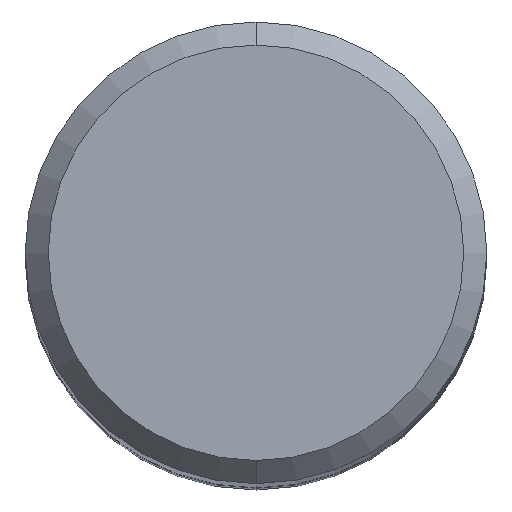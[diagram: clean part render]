
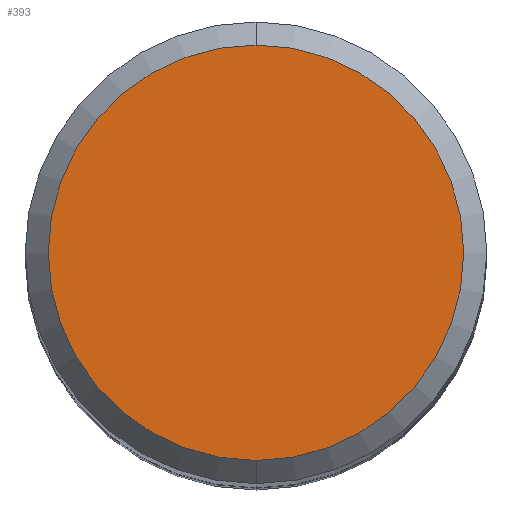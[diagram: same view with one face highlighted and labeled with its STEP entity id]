
A CAD part, top view. The second image highlights one B-rep face of the part: STEP entity #393.
In plain terms, the highlighted planar face has unit normal (0, 0, 1).
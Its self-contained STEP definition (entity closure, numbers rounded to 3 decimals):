
#289=VERTEX_POINT('',#611);
#347=EDGE_CURVE('',#385,#289,#676,.T.);
#385=VERTEX_POINT('',#720);
#393=ADVANCED_FACE('',(#728),#729,.T.);
#475=EDGE_CURVE('',#289,#385,#823,.T.);
#611=CARTESIAN_POINT('',(0.0,4.5,0.0));
#676=CIRCLE('',#1277,4.5);
#720=CARTESIAN_POINT('',(0.,-4.5,0.0));
#728=FACE_OUTER_BOUND('',#1375,.T.);
#729=PLANE('',#1376);
#823=CIRCLE('',#1510,4.5);
#1277=AXIS2_PLACEMENT_3D('',#1679,#1680,#1681);
#1375=EDGE_LOOP('',(#1740,#1741));
#1376=AXIS2_PLACEMENT_3D('',#1742,#1743,#1744);
#1510=AXIS2_PLACEMENT_3D('',#1881,#1882,#1883);
#1679=CARTESIAN_POINT('',(0.0,0.0,0.0));
#1680=DIRECTION('',(0.0,0.0,-1.0));
#1681=DIRECTION('',(0.0,1.0,0.0));
#1740=ORIENTED_EDGE('',*,*,#475,.F.);
#1741=ORIENTED_EDGE('',*,*,#347,.F.);
#1742=CARTESIAN_POINT('',(0.0,2.25,0.0));
#1743=DIRECTION('',(-0.0,0.0,1.0));
#1744=DIRECTION('',(0.0,-1.0,0.0));
#1881=CARTESIAN_POINT('',(0.0,0.0,0.0));
#1882=DIRECTION('',(0.0,0.0,-1.0));
#1883=DIRECTION('',(0.0,1.0,0.0));
